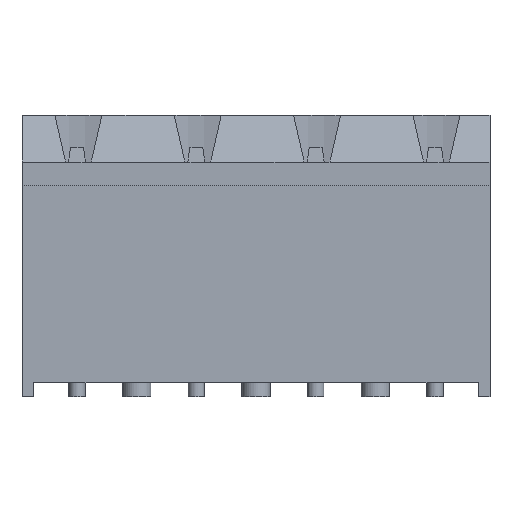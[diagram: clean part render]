
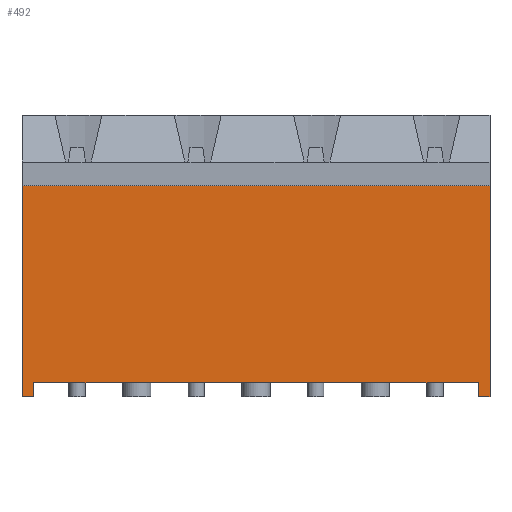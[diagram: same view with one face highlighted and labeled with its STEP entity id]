
A CAD part, front view. The second image highlights one B-rep face of the part: STEP entity #492.
In plain terms, the highlighted planar face has unit normal (0, -1, 0).
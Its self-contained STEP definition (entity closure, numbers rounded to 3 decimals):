
#492 = ADVANCED_FACE( '', ( #1012 ), #1013, .T. );
#1012 = FACE_OUTER_BOUND( '', #1575, .T. );
#1013 = PLANE( '', #1576 );
#1575 = EDGE_LOOP( '', ( #2859, #2860, #2861, #2862, #2863, #2864, #2865, #2866, #2867, #2868, #2869, #2870 ) );
#1576 = AXIS2_PLACEMENT_3D( '', #2871, #2872, #2873 );
#2859 = ORIENTED_EDGE( '', *, *, #3773, .F. );
#2860 = ORIENTED_EDGE( '', *, *, #3813, .F. );
#2861 = ORIENTED_EDGE( '', *, *, #3921, .F. );
#2862 = ORIENTED_EDGE( '', *, *, #3789, .T. );
#2863 = ORIENTED_EDGE( '', *, *, #3758, .T. );
#2864 = ORIENTED_EDGE( '', *, *, #3699, .T. );
#2865 = ORIENTED_EDGE( '', *, *, #3958, .F. );
#2866 = ORIENTED_EDGE( '', *, *, #3457, .T. );
#2867 = ORIENTED_EDGE( '', *, *, #3474, .F. );
#2868 = ORIENTED_EDGE( '', *, *, #3959, .F. );
#2869 = ORIENTED_EDGE( '', *, *, #3663, .F. );
#2870 = ORIENTED_EDGE( '', *, *, #3960, .F. );
#2871 = CARTESIAN_POINT( '', ( 0., 0.8, 0. ) );
#2872 = DIRECTION( '', ( 0., -1., 0. ) );
#2873 = DIRECTION( '', ( 0., 0., -1. ) );
#3457 = EDGE_CURVE( '', #4129, #4127, #4130, .T. );
#3474 = EDGE_CURVE( '', #4157, #4127, #4158, .T. );
#3663 = EDGE_CURVE( '', #4480, #4482, #4483, .T. );
#3699 = EDGE_CURVE( '', #4537, #4534, #4538, .T. );
#3758 = EDGE_CURVE( '', #4624, #4537, #4627, .T. );
#3773 = EDGE_CURVE( '', #4648, #4650, #4651, .T. );
#3789 = EDGE_CURVE( '', #4670, #4624, #4671, .T. );
#3813 = EDGE_CURVE( '', #4703, #4648, #4705, .T. );
#3921 = EDGE_CURVE( '', #4670, #4703, #4852, .T. );
#3958 = EDGE_CURVE( '', #4129, #4534, #4899, .T. );
#3959 = EDGE_CURVE( '', #4482, #4157, #4900, .T. );
#3960 = EDGE_CURVE( '', #4650, #4480, #4901, .T. );
#4127 = VERTEX_POINT( '', #5098 );
#4129 = VERTEX_POINT( '', #5101 );
#4130 = LINE( '', #5102, #5103 );
#4157 = VERTEX_POINT( '', #5139 );
#4158 = LINE( '', #5140, #5141 );
#4480 = VERTEX_POINT( '', #5601 );
#4482 = VERTEX_POINT( '', #5603 );
#4483 = LINE( '', #5604, #5605 );
#4534 = VERTEX_POINT( '', #5676 );
#4537 = VERTEX_POINT( '', #5680 );
#4538 = LINE( '', #5681, #5682 );
#4624 = VERTEX_POINT( '', #5806 );
#4627 = LINE( '', #5811, #5812 );
#4648 = VERTEX_POINT( '', #5841 );
#4650 = VERTEX_POINT( '', #5844 );
#4651 = LINE( '', #5845, #5846 );
#4670 = VERTEX_POINT( '', #5871 );
#4671 = LINE( '', #5872, #5873 );
#4703 = VERTEX_POINT( '', #5923 );
#4705 = LINE( '', #5926, #5927 );
#4852 = LINE( '', #6143, #6144 );
#4899 = LINE( '', #6222, #6223 );
#4900 = LINE( '', #6224, #6225 );
#4901 = LINE( '', #6226, #6227 );
#5098 = CARTESIAN_POINT( '', ( 2.1, 0.8, 0.6 ) );
#5101 = CARTESIAN_POINT( '', ( 2.1, 0.8, 0. ) );
#5102 = CARTESIAN_POINT( '', ( 2.1, 0.8, 0. ) );
#5103 = VECTOR( '', #6423, 1000. );
#5139 = CARTESIAN_POINT( '', ( 3.94, 0.8, 0.6 ) );
#5140 = CARTESIAN_POINT( '', ( 21.92, 0.8, 0.6 ) );
#5141 = VECTOR( '', #6442, 1000. );
#5601 = CARTESIAN_POINT( '', ( 14.1, 0.8, 0.6 ) );
#5603 = CARTESIAN_POINT( '', ( 9.02, 0.8, 0.6 ) );
#5604 = CARTESIAN_POINT( '', ( 21.92, 0.8, 0.6 ) );
#5605 = VECTOR( '', #6629, 1000. );
#5676 = CARTESIAN_POINT( '', ( 1.6, 0.8, 0. ) );
#5680 = CARTESIAN_POINT( '', ( 1.6, 0.8, 9. ) );
#5681 = CARTESIAN_POINT( '', ( 1.6, 0.8, 0. ) );
#5682 = VECTOR( '', #6666, 1000. );
#5806 = CARTESIAN_POINT( '', ( 21.52, 0.8, 9. ) );
#5811 = CARTESIAN_POINT( '', ( 23.12, 0.8, 9. ) );
#5812 = VECTOR( '', #6722, 1000. );
#5841 = CARTESIAN_POINT( '', ( 21.02, 0.8, 0.6 ) );
#5844 = CARTESIAN_POINT( '', ( 19.18, 0.8, 0.6 ) );
#5845 = CARTESIAN_POINT( '', ( 21.92, 0.8, 0.6 ) );
#5846 = VECTOR( '', #6735, 1000. );
#5871 = CARTESIAN_POINT( '', ( 21.52, 0.8, 0. ) );
#5872 = CARTESIAN_POINT( '', ( 21.52, 0.8, 0. ) );
#5873 = VECTOR( '', #6751, 1000. );
#5923 = CARTESIAN_POINT( '', ( 21.02, 0.8, 0. ) );
#5926 = CARTESIAN_POINT( '', ( 21.02, 0.8, 0. ) );
#5927 = VECTOR( '', #6771, 1000. );
#6143 = CARTESIAN_POINT( '', ( 21.52, 0.8, 0. ) );
#6144 = VECTOR( '', #6868, 1000. );
#6222 = CARTESIAN_POINT( '', ( 2.1, 0.8, 0. ) );
#6223 = VECTOR( '', #6900, 1000. );
#6224 = CARTESIAN_POINT( '', ( 21.92, 0.8, 0.6 ) );
#6225 = VECTOR( '', #6901, 1000. );
#6226 = CARTESIAN_POINT( '', ( 21.92, 0.8, 0.6 ) );
#6227 = VECTOR( '', #6902, 1000. );
#6423 = DIRECTION( '', ( 0., 0., 1. ) );
#6442 = DIRECTION( '', ( -1., 0., 0. ) );
#6629 = DIRECTION( '', ( -1., 0., 0. ) );
#6666 = DIRECTION( '', ( 0., 0., -1. ) );
#6722 = DIRECTION( '', ( -1., 0., 0. ) );
#6735 = DIRECTION( '', ( -1., 0., 0. ) );
#6751 = DIRECTION( '', ( 0., 0., 1. ) );
#6771 = DIRECTION( '', ( 0., 0., 1. ) );
#6868 = DIRECTION( '', ( -1., 0., 0. ) );
#6900 = DIRECTION( '', ( -1., 0., 0. ) );
#6901 = DIRECTION( '', ( -1., 0., 0. ) );
#6902 = DIRECTION( '', ( -1., 0., 0. ) );
